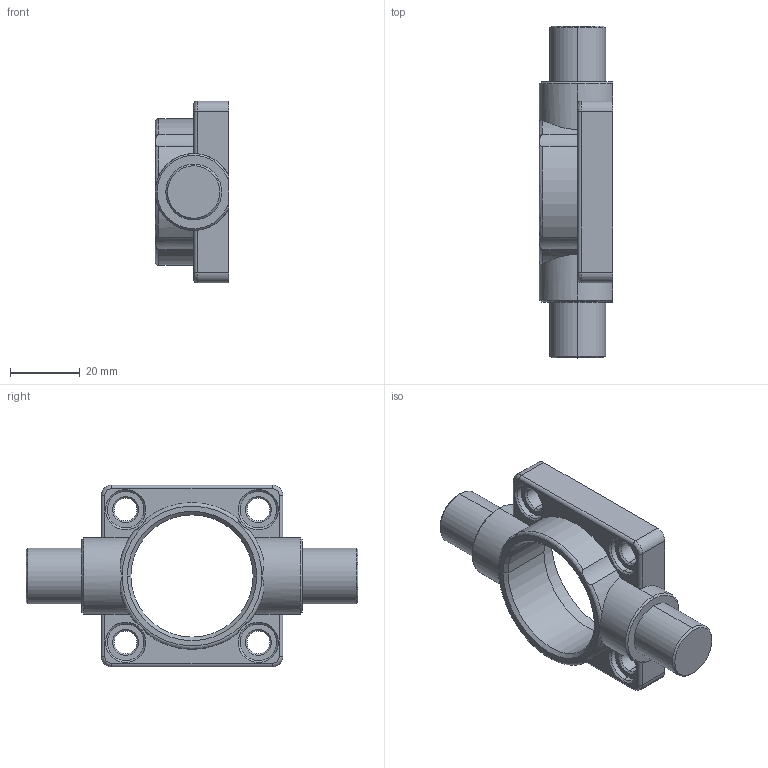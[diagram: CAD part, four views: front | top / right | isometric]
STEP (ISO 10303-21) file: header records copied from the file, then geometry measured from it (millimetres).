
FILE_DESCRIPTION (( 'STEP AP203' ), '1' );
FILE_NAME ('F-SI40FTC_SE_.stp', '2022-06-20T07:41:16', ( 'w530' ), ( '' ), 'SwSTEP 2.0', 'SolidWorks 2018', '' );
FILE_SCHEMA (( 'CONFIG_CONTROL_DESIGN' ));
Length unit declared in the file: millimetre
Products named in the file (1): F-SI40FTC_SE_
Bounding box: 21 x 95 x 52 mm (x, y, z)
Volume: 31086.9 mm3; surface area: 12211.1 mm2
Topology: 1 solids, 1 shells, 109 faces, 254 edges, 154 vertices
Faces by surface type: cylinder 50, cone 34, plane 19, bspline 6
Entity records: 3529 total; most frequent: CARTESIAN_POINT 928, DIRECTION 560, ORIENTED_EDGE 508, EDGE_CURVE 254, AXIS2_PLACEMENT_3D 228, VERTEX_POINT 154, EDGE_LOOP 126, CIRCLE 124
